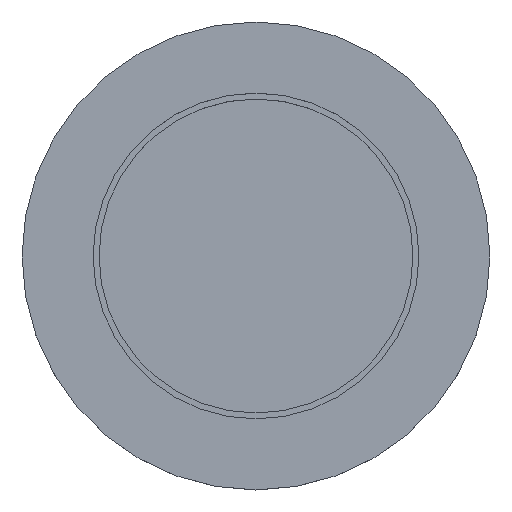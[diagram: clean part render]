
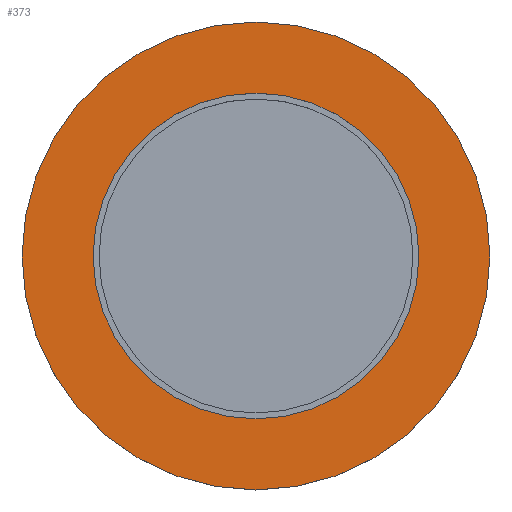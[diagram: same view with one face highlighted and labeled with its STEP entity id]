
A CAD part, top view. The second image highlights one B-rep face of the part: STEP entity #373.
In plain terms, the highlighted planar face has unit normal (0, 0, 1).
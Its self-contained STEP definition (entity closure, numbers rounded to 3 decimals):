
#309=CARTESIAN_POINT('',(5.5,0.0,8.0));
#310=VERTEX_POINT('',#309);
#311=CARTESIAN_POINT('',(0.0,0.0,8.0));
#312=DIRECTION('',(0.0,0.0,-1.0));
#313=DIRECTION('',(1.0,0.0,0.0));
#314=AXIS2_PLACEMENT_3D('',#311,#312,#313);
#315=CIRCLE('',#314,5.5);
#316=EDGE_CURVE('',#310,#310,#315,.T.);
#338=CARTESIAN_POINT('',(7.9,0.,8.0));
#339=VERTEX_POINT('',#338);
#340=CARTESIAN_POINT('',(0.0,0.0,8.0));
#341=DIRECTION('',(0.0,0.0,-1.0));
#342=DIRECTION('',(-1.0,0.0,0.0));
#343=AXIS2_PLACEMENT_3D('',#340,#341,#342);
#344=CIRCLE('',#343,7.9);
#345=EDGE_CURVE('',#339,#339,#344,.T.);
#362=CARTESIAN_POINT('',(0.0,0.0,8.0));
#363=DIRECTION('',(0.0,0.0,-1.0));
#364=DIRECTION('',(-1.0,0.0,0.0));
#365=AXIS2_PLACEMENT_3D('',#362,#363,#364);
#366=PLANE('',#365);
#367=ORIENTED_EDGE('',*,*,#345,.F.);
#368=EDGE_LOOP('',(#367));
#369=FACE_OUTER_BOUND('',#368,.T.);
#370=ORIENTED_EDGE('',*,*,#316,.T.);
#371=EDGE_LOOP('',(#370));
#372=FACE_BOUND('',#371,.T.);
#373=ADVANCED_FACE('',(#369,#372),#366,.F.);
